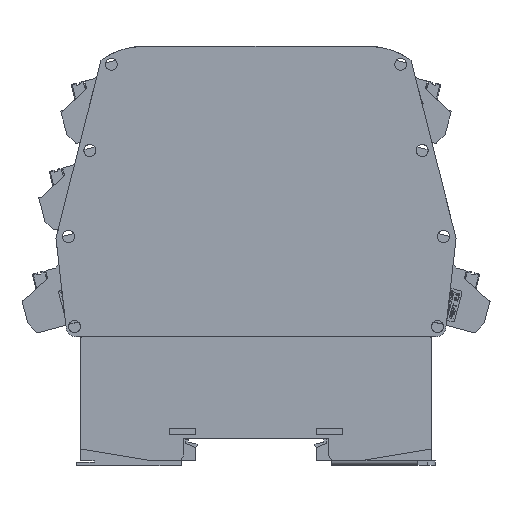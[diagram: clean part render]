
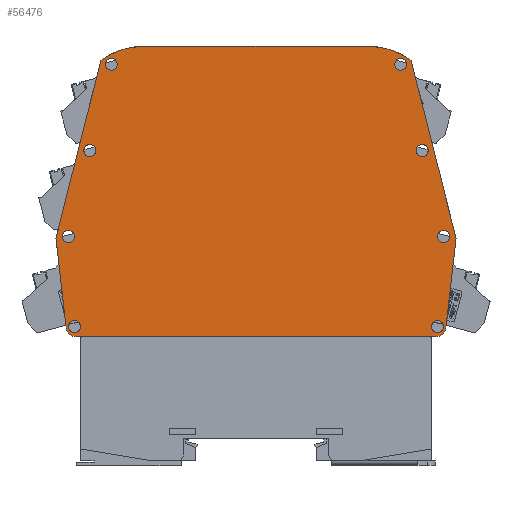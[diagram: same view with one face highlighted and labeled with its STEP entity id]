
A CAD part, left-side view. The second image highlights one B-rep face of the part: STEP entity #56476.
In plain terms, the highlighted planar face has unit normal (-1, 0, 0).
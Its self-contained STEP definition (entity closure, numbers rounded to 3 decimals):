
#698=CIRCLE('',#94163,1.5);
#701=CIRCLE('',#94167,1.5);
#704=CIRCLE('',#94171,1.5);
#707=CIRCLE('',#94175,1.5);
#710=CIRCLE('',#94179,1.5);
#713=CIRCLE('',#94183,1.5);
#716=CIRCLE('',#94187,1.5);
#719=CIRCLE('',#94191,1.5);
#759=CIRCLE('',#94266,17.5);
#842=CIRCLE('',#94490,1.5);
#843=CIRCLE('',#94492,1.5);
#844=CIRCLE('',#94494,1.5);
#845=CIRCLE('',#94496,1.5);
#846=CIRCLE('',#94498,1.5);
#847=CIRCLE('',#94500,1.5);
#848=CIRCLE('',#94502,1.5);
#849=CIRCLE('',#94504,1.5);
#851=CIRCLE('',#94508,2.5);
#852=CIRCLE('',#94519,2.5);
#854=CIRCLE('',#94523,17.5);
#2453=VERTEX_POINT('',#75786);
#2456=VERTEX_POINT('',#75792);
#2458=VERTEX_POINT('',#75797);
#2461=VERTEX_POINT('',#75803);
#2463=VERTEX_POINT('',#75808);
#2466=VERTEX_POINT('',#75814);
#2468=VERTEX_POINT('',#75819);
#2471=VERTEX_POINT('',#75825);
#2473=VERTEX_POINT('',#75830);
#2476=VERTEX_POINT('',#75836);
#2478=VERTEX_POINT('',#75841);
#2481=VERTEX_POINT('',#75847);
#2483=VERTEX_POINT('',#75852);
#2486=VERTEX_POINT('',#75858);
#2488=VERTEX_POINT('',#75863);
#2491=VERTEX_POINT('',#75869);
#2611=VERTEX_POINT('',#76169);
#2612=VERTEX_POINT('',#76171);
#2704=VERTEX_POINT('',#76462);
#2705=VERTEX_POINT('',#76464);
#2797=VERTEX_POINT('',#76755);
#2799=VERTEX_POINT('',#76761);
#2828=VERTEX_POINT('',#76927);
#2830=VERTEX_POINT('',#76933);
#2831=VERTEX_POINT('',#76953);
#2833=VERTEX_POINT('',#76962);
#8467=VECTOR('',#62503,1.);
#8593=VECTOR('',#62741,1.);
#8596=VECTOR('',#62745,1.);
#8647=VECTOR('',#62931,1.);
#8656=VECTOR('',#62957,1.);
#8659=VECTOR('',#62967,1.);
#15806=LINE('',#76463,#8467);
#15932=LINE('',#76756,#8593);
#15935=LINE('',#76762,#8596);
#15986=LINE('',#76929,#8647);
#15995=LINE('',#76952,#8656);
#15998=LINE('',#76961,#8659);
#22906=EDGE_CURVE('',#2456,#2453,#698,.T.);
#22911=EDGE_CURVE('',#2461,#2458,#701,.T.);
#22916=EDGE_CURVE('',#2466,#2463,#704,.T.);
#22921=EDGE_CURVE('',#2471,#2468,#707,.T.);
#22926=EDGE_CURVE('',#2476,#2473,#710,.T.);
#22931=EDGE_CURVE('',#2481,#2478,#713,.T.);
#22936=EDGE_CURVE('',#2486,#2483,#716,.T.);
#22941=EDGE_CURVE('',#2491,#2488,#719,.T.);
#23086=EDGE_CURVE('',#2611,#2612,#759,.T.);
#23239=EDGE_CURVE('',#2704,#2705,#15806,.T.);
#23393=EDGE_CURVE('',#2797,#2611,#15932,.T.);
#23396=EDGE_CURVE('',#2799,#2797,#15935,.T.);
#23469=EDGE_CURVE('',#2488,#2491,#842,.T.);
#23470=EDGE_CURVE('',#2483,#2486,#843,.T.);
#23471=EDGE_CURVE('',#2478,#2481,#844,.T.);
#23472=EDGE_CURVE('',#2473,#2476,#845,.T.);
#23473=EDGE_CURVE('',#2468,#2471,#846,.T.);
#23474=EDGE_CURVE('',#2463,#2466,#847,.T.);
#23475=EDGE_CURVE('',#2458,#2461,#848,.T.);
#23476=EDGE_CURVE('',#2453,#2456,#849,.T.);
#23479=EDGE_CURVE('',#2705,#2828,#15986,.T.);
#23482=EDGE_CURVE('',#2828,#2830,#851,.T.);
#23490=EDGE_CURVE('',#2830,#2831,#15995,.T.);
#23493=EDGE_CURVE('',#2831,#2799,#852,.T.);
#23495=EDGE_CURVE('',#2612,#2833,#15998,.T.);
#23497=EDGE_CURVE('',#2833,#2704,#854,.T.);
#32863=ORIENTED_EDGE('',*,*,#23490,.F.);
#32864=ORIENTED_EDGE('',*,*,#23482,.F.);
#32865=ORIENTED_EDGE('',*,*,#23479,.F.);
#32866=ORIENTED_EDGE('',*,*,#23239,.F.);
#32867=ORIENTED_EDGE('',*,*,#23497,.F.);
#32868=ORIENTED_EDGE('',*,*,#23495,.F.);
#32869=ORIENTED_EDGE('',*,*,#23086,.F.);
#32870=ORIENTED_EDGE('',*,*,#23393,.F.);
#32871=ORIENTED_EDGE('',*,*,#23396,.F.);
#32872=ORIENTED_EDGE('',*,*,#23493,.F.);
#32873=ORIENTED_EDGE('',*,*,#23476,.F.);
#32874=ORIENTED_EDGE('',*,*,#22906,.F.);
#32875=ORIENTED_EDGE('',*,*,#23475,.F.);
#32876=ORIENTED_EDGE('',*,*,#22911,.F.);
#32877=ORIENTED_EDGE('',*,*,#23474,.F.);
#32878=ORIENTED_EDGE('',*,*,#22916,.F.);
#32879=ORIENTED_EDGE('',*,*,#23473,.F.);
#32880=ORIENTED_EDGE('',*,*,#22921,.F.);
#32881=ORIENTED_EDGE('',*,*,#23472,.F.);
#32882=ORIENTED_EDGE('',*,*,#22926,.F.);
#32883=ORIENTED_EDGE('',*,*,#23471,.F.);
#32884=ORIENTED_EDGE('',*,*,#22931,.F.);
#32885=ORIENTED_EDGE('',*,*,#23470,.F.);
#32886=ORIENTED_EDGE('',*,*,#22936,.F.);
#32887=ORIENTED_EDGE('',*,*,#23469,.F.);
#32888=ORIENTED_EDGE('',*,*,#22941,.F.);
#49516=EDGE_LOOP('',(#32863,#32864,#32865,#32866,#32867,#32868,#32869,#32870,
#32871,#32872));
#49517=EDGE_LOOP('',(#32873,#32874));
#49518=EDGE_LOOP('',(#32875,#32876));
#49519=EDGE_LOOP('',(#32877,#32878));
#49520=EDGE_LOOP('',(#32879,#32880));
#49521=EDGE_LOOP('',(#32881,#32882));
#49522=EDGE_LOOP('',(#32883,#32884));
#49523=EDGE_LOOP('',(#32885,#32886));
#49524=EDGE_LOOP('',(#32887,#32888));
#52999=FACE_BOUND('',#49516,.T.);
#53000=FACE_BOUND('',#49517,.T.);
#53001=FACE_BOUND('',#49518,.T.);
#53002=FACE_BOUND('',#49519,.T.);
#53003=FACE_BOUND('',#49520,.T.);
#53004=FACE_BOUND('',#49521,.T.);
#53005=FACE_BOUND('',#49522,.T.);
#53006=FACE_BOUND('',#49523,.T.);
#53007=FACE_BOUND('',#49524,.T.);
#56476=ADVANCED_FACE('',(#52999,#53000,#53001,#53002,#53003,#53004,#53005,
#53006,#53007),#59642,.F.);
#59642=PLANE('',#94525);
#61961=DIRECTION('',(-1.,0.,0.));
#61962=DIRECTION('',(0.,0.,-1.5));
#61971=DIRECTION('',(-1.,0.,0.));
#61972=DIRECTION('',(0.,0.,-1.5));
#61981=DIRECTION('',(-1.,0.,0.));
#61982=DIRECTION('',(0.,0.,-1.5));
#61991=DIRECTION('',(-1.,0.,0.));
#61992=DIRECTION('',(0.,0.,-1.5));
#62001=DIRECTION('',(-1.,0.,0.));
#62002=DIRECTION('',(0.,0.,-1.5));
#62011=DIRECTION('',(-1.,0.,0.));
#62012=DIRECTION('',(0.,0.,-1.5));
#62021=DIRECTION('',(-1.,0.,0.));
#62022=DIRECTION('',(0.,0.,-1.5));
#62031=DIRECTION('',(-1.,0.,0.));
#62032=DIRECTION('',(0.,0.,-1.5));
#62262=DIRECTION('',(1.,0.,0.));
#62263=DIRECTION('',(0.,10.426,14.055));
#62503=DIRECTION('',(0.,-0.245,-0.969));
#62741=DIRECTION('',(0.,-0.245,0.969));
#62745=DIRECTION('',(0.,0.112,0.994));
#62898=DIRECTION('',(-1.,0.,0.));
#62899=DIRECTION('',(0.,0.,-1.5));
#62902=DIRECTION('',(-1.,0.,0.));
#62903=DIRECTION('',(0.,0.,-1.5));
#62906=DIRECTION('',(-1.,0.,0.));
#62907=DIRECTION('',(0.,0.,-1.5));
#62910=DIRECTION('',(-1.,0.,0.));
#62911=DIRECTION('',(0.,0.,-1.5));
#62914=DIRECTION('',(-1.,0.,0.));
#62915=DIRECTION('',(0.,0.,-1.5));
#62918=DIRECTION('',(-1.,0.,0.));
#62919=DIRECTION('',(0.,0.,-1.5));
#62922=DIRECTION('',(-1.,0.,0.));
#62923=DIRECTION('',(0.,0.,-1.5));
#62926=DIRECTION('',(-1.,0.,0.));
#62927=DIRECTION('',(0.,0.,-1.5));
#62931=DIRECTION('',(0.,0.113,-0.994));
#62937=DIRECTION('',(1.,0.,0.));
#62938=DIRECTION('',(0.,-2.5,0.));
#62957=DIRECTION('',(0.,1.,0.));
#62962=DIRECTION('',(1.,0.,0.));
#62963=DIRECTION('',(0.,0.,-2.5));
#62967=DIRECTION('',(0.,-1.,0.));
#62971=DIRECTION('',(1.,0.,0.));
#62972=DIRECTION('',(0.,0.,17.5));
#62975=DIRECTION('',(1.,0.,0.));
#75786=CARTESIAN_POINT('',(0.,-45.3,32.));
#75792=CARTESIAN_POINT('',(0.,-45.3,35.));
#75793=CARTESIAN_POINT('',(0.,-45.3,33.5));
#75797=CARTESIAN_POINT('',(0.,45.3,32.));
#75803=CARTESIAN_POINT('',(0.,45.3,35.));
#75804=CARTESIAN_POINT('',(0.,45.3,33.5));
#75808=CARTESIAN_POINT('',(0.,-46.8,54.5));
#75814=CARTESIAN_POINT('',(0.,-46.8,57.5));
#75815=CARTESIAN_POINT('',(0.,-46.8,56.));
#75819=CARTESIAN_POINT('',(0.,46.8,54.5));
#75825=CARTESIAN_POINT('',(0.,46.8,57.5));
#75826=CARTESIAN_POINT('',(0.,46.8,56.));
#75830=CARTESIAN_POINT('',(0.,-41.448,75.968));
#75836=CARTESIAN_POINT('',(0.,-41.448,78.968));
#75837=CARTESIAN_POINT('',(0.,-41.448,77.468));
#75841=CARTESIAN_POINT('',(0.,41.448,75.968));
#75847=CARTESIAN_POINT('',(0.,41.448,78.968));
#75848=CARTESIAN_POINT('',(0.,41.448,77.468));
#75852=CARTESIAN_POINT('',(0.,-36.095,97.446));
#75858=CARTESIAN_POINT('',(0.,-36.095,100.446));
#75859=CARTESIAN_POINT('',(0.,-36.095,98.946));
#75863=CARTESIAN_POINT('',(0.,36.095,97.446));
#75869=CARTESIAN_POINT('',(0.,36.095,100.446));
#75870=CARTESIAN_POINT('',(0.,36.095,98.946));
#76169=CARTESIAN_POINT('',(0.,38.676,99.955));
#76170=CARTESIAN_POINT('',(0.,28.25,85.9));
#76171=CARTESIAN_POINT('',(0.,28.25,103.4));
#76462=CARTESIAN_POINT('',(0.,-38.676,99.955));
#76463=CARTESIAN_POINT('',(0.,-38.676,99.955));
#76464=CARTESIAN_POINT('',(0.,-49.913,55.562));
#76755=CARTESIAN_POINT('',(0.,49.902,55.604));
#76756=CARTESIAN_POINT('',(0.,49.902,55.604));
#76761=CARTESIAN_POINT('',(0.,47.4,33.5));
#76762=CARTESIAN_POINT('',(0.,47.4,33.5));
#76909=CARTESIAN_POINT('',(0.,36.095,98.946));
#76911=CARTESIAN_POINT('',(0.,-36.095,98.946));
#76913=CARTESIAN_POINT('',(0.,41.448,77.468));
#76915=CARTESIAN_POINT('',(0.,-41.448,77.468));
#76917=CARTESIAN_POINT('',(0.,46.8,56.));
#76919=CARTESIAN_POINT('',(0.,-46.8,56.));
#76921=CARTESIAN_POINT('',(0.,45.3,33.5));
#76923=CARTESIAN_POINT('',(0.,-45.3,33.5));
#76927=CARTESIAN_POINT('',(0.,-47.4,33.5));
#76929=CARTESIAN_POINT('',(0.,-49.913,55.562));
#76933=CARTESIAN_POINT('',(0.,-44.9,31.));
#76935=CARTESIAN_POINT('',(0.,-44.9,33.5));
#76952=CARTESIAN_POINT('',(0.,43.616,31.));
#76953=CARTESIAN_POINT('',(0.,44.9,31.));
#76958=CARTESIAN_POINT('',(0.,44.9,33.5));
#76961=CARTESIAN_POINT('',(0.,28.25,103.4));
#76962=CARTESIAN_POINT('',(0.,-28.25,103.4));
#76965=CARTESIAN_POINT('',(0.,-28.25,85.9));
#76967=CARTESIAN_POINT('',(0.,0.,0.));
#94163=AXIS2_PLACEMENT_3D('',#75793,#61961,#61962);
#94167=AXIS2_PLACEMENT_3D('',#75804,#61971,#61972);
#94171=AXIS2_PLACEMENT_3D('',#75815,#61981,#61982);
#94175=AXIS2_PLACEMENT_3D('',#75826,#61991,#61992);
#94179=AXIS2_PLACEMENT_3D('',#75837,#62001,#62002);
#94183=AXIS2_PLACEMENT_3D('',#75848,#62011,#62012);
#94187=AXIS2_PLACEMENT_3D('',#75859,#62021,#62022);
#94191=AXIS2_PLACEMENT_3D('',#75870,#62031,#62032);
#94266=AXIS2_PLACEMENT_3D('',#76170,#62262,#62263);
#94490=AXIS2_PLACEMENT_3D('',#76909,#62898,#62899);
#94492=AXIS2_PLACEMENT_3D('',#76911,#62902,#62903);
#94494=AXIS2_PLACEMENT_3D('',#76913,#62906,#62907);
#94496=AXIS2_PLACEMENT_3D('',#76915,#62910,#62911);
#94498=AXIS2_PLACEMENT_3D('',#76917,#62914,#62915);
#94500=AXIS2_PLACEMENT_3D('',#76919,#62918,#62919);
#94502=AXIS2_PLACEMENT_3D('',#76921,#62922,#62923);
#94504=AXIS2_PLACEMENT_3D('',#76923,#62926,#62927);
#94508=AXIS2_PLACEMENT_3D('',#76935,#62937,#62938);
#94519=AXIS2_PLACEMENT_3D('',#76958,#62962,#62963);
#94523=AXIS2_PLACEMENT_3D('',#76965,#62971,#62972);
#94525=AXIS2_PLACEMENT_3D('',#76967,#62975,$);
